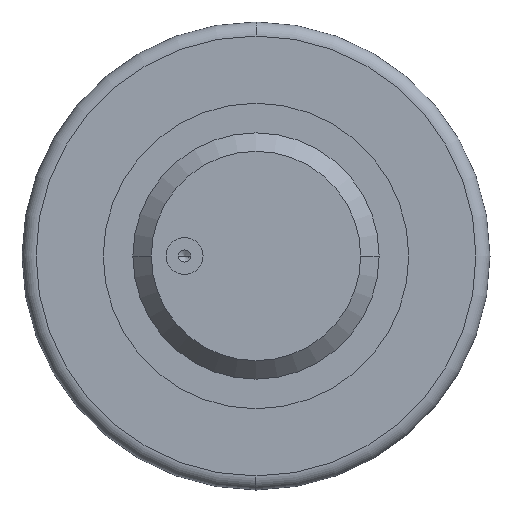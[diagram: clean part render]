
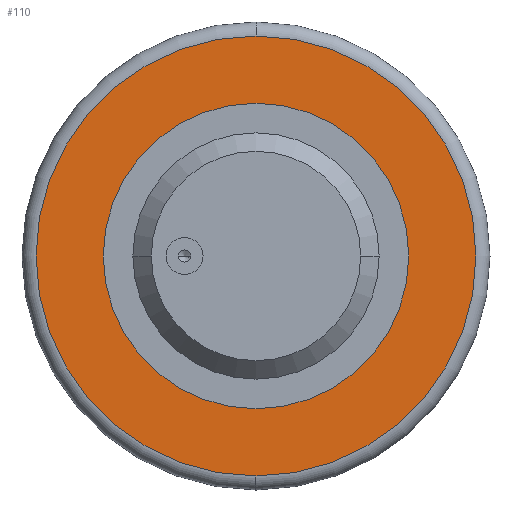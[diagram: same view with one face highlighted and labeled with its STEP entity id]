
A CAD part, left-side view. The second image highlights one B-rep face of the part: STEP entity #110.
In plain terms, the highlighted planar face has unit normal (-1, 0, 0).
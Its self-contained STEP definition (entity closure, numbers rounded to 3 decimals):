
#110=ADVANCED_FACE('',(#194,#195),#196,.T.);
#194=FACE_OUTER_BOUND('',#292,.T.);
#195=FACE_BOUND('',#293,.T.);
#196=PLANE('',#294);
#292=EDGE_LOOP('',(#578,#579,#580));
#293=EDGE_LOOP('',(#581,#582));
#294=AXIS2_PLACEMENT_3D('',#583,#584,#585);
#578=ORIENTED_EDGE('',*,*,#683,.T.);
#579=ORIENTED_EDGE('',*,*,#764,.T.);
#580=ORIENTED_EDGE('',*,*,#684,.T.);
#581=ORIENTED_EDGE('',*,*,#671,.T.);
#582=ORIENTED_EDGE('',*,*,#765,.T.);
#583=CARTESIAN_POINT('',(10.0,44.65,0.));
#584=DIRECTION('',(-1.0,0.,0.));
#585=DIRECTION('',(0.,1.0,0.));
#671=EDGE_CURVE('',#775,#779,#781,.T.);
#683=EDGE_CURVE('',#804,#802,#805,.T.);
#684=EDGE_CURVE('',#796,#804,#806,.T.);
#764=EDGE_CURVE('',#802,#796,#938,.T.);
#765=EDGE_CURVE('',#779,#775,#939,.T.);
#775=VERTEX_POINT('',#949);
#779=VERTEX_POINT('',#954);
#781=CIRCLE('',#957,62.0);
#796=VERTEX_POINT('',#976);
#802=VERTEX_POINT('',#982);
#804=VERTEX_POINT('',#984);
#805=CIRCLE('',#985,89.3);
#806=CIRCLE('',#986,89.3);
#938=CIRCLE('',#1427,89.3);
#939=CIRCLE('',#1428,62.0);
#949=CARTESIAN_POINT('',(10.0,0.0,-62.0));
#954=CARTESIAN_POINT('',(10.0,0.,62.0));
#957=AXIS2_PLACEMENT_3D('',#1442,#1443,#1444);
#976=CARTESIAN_POINT('',(10.,0.,89.3));
#982=CARTESIAN_POINT('',(10.0,0.,-89.3));
#984=CARTESIAN_POINT('',(10.,89.3,0.));
#985=AXIS2_PLACEMENT_3D('',#1470,#1471,#1472);
#986=AXIS2_PLACEMENT_3D('',#1473,#1474,#1475);
#1427=AXIS2_PLACEMENT_3D('',#1615,#1616,#1617);
#1428=AXIS2_PLACEMENT_3D('',#1618,#1619,#1620);
#1442=CARTESIAN_POINT('',(10.0,0.0,0.0));
#1443=DIRECTION('',(1.0,0.0,0.0));
#1444=DIRECTION('',(0.0,0.0,-1.0));
#1470=CARTESIAN_POINT('',(10.,0.0,0.));
#1471=DIRECTION('',(-1.0,0.0,0.));
#1472=DIRECTION('',(0.0,1.0,0.0));
#1473=CARTESIAN_POINT('',(10.,0.0,0.));
#1474=DIRECTION('',(-1.0,0.0,0.));
#1475=DIRECTION('',(0.0,1.0,0.0));
#1615=CARTESIAN_POINT('',(10.,0.0,0.));
#1616=DIRECTION('',(-1.0,0.0,0.));
#1617=DIRECTION('',(0.0,1.0,0.0));
#1618=CARTESIAN_POINT('',(10.0,0.0,0.0));
#1619=DIRECTION('',(1.0,0.0,0.0));
#1620=DIRECTION('',(0.0,0.0,-1.0));
